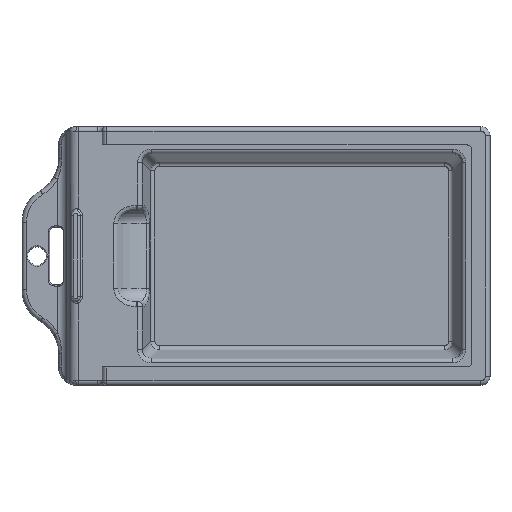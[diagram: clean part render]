
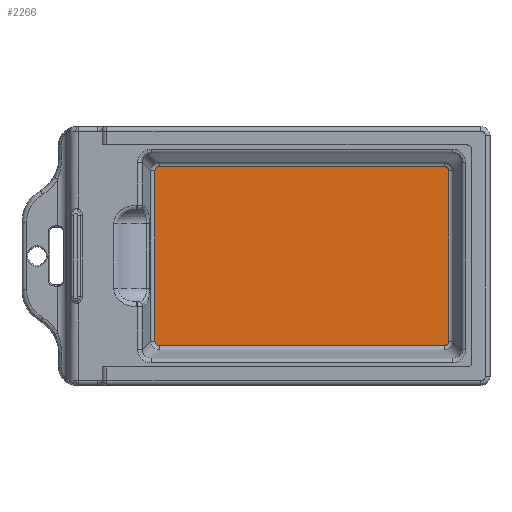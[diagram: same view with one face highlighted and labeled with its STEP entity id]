
A CAD part, top view. The second image highlights one B-rep face of the part: STEP entity #2266.
In plain terms, the highlighted planar face has unit normal (0, 0, 1).
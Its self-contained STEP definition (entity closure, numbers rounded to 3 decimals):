
#50 = CARTESIAN_POINT ( 'NONE',  ( -73.035, 46.77, -2.5 ) ) ;
#391 = CARTESIAN_POINT ( 'NONE',  ( -72.07, 8.665, -2.5 ) ) ;
#397 = LINE ( 'NONE', #3657, #988 ) ;
#523 = EDGE_CURVE ( 'NONE', #2415, #1802, #731, .T. ) ;
#583 = EDGE_CURVE ( 'NONE', #5907, #2870, #397, .T. ) ;
#668 =( BOUNDED_CURVE ( )  B_SPLINE_CURVE ( 3, ( #3830, #1565, #5678, #4859 ),
 .UNSPECIFIED., .F., .F. ) 
 B_SPLINE_CURVE_WITH_KNOTS ( ( 4, 4 ),
 ( 2.39, 3.893 ),
 .UNSPECIFIED. ) 
 CURVE ( )  GEOMETRIC_REPRESENTATION_ITEM ( )  RATIONAL_B_SPLINE_CURVE ( ( 1., 0.82, 0.82, 1. ) ) 
 REPRESENTATION_ITEM ( '' )  );
#716 = CARTESIAN_POINT ( 'NONE',  ( -9.93, 8.665, -2.5 ) ) ;
#718 = CARTESIAN_POINT ( 'NONE',  ( 0., 0., -2.5 ) ) ;
#731 = LINE ( 'NONE', #759, #3511 ) ;
#747 = DIRECTION ( 'NONE',  ( 0., 0., -1. ) ) ;
#759 = CARTESIAN_POINT ( 'NONE',  ( -8.965, 46.571, -2.5 ) ) ;
#917 = VERTEX_POINT ( 'NONE', #2608 ) ;
#988 = VECTOR ( 'NONE', #2746, 1000. ) ;
#1017 = CARTESIAN_POINT ( 'NONE',  ( -73.035, 47.343, -2.5 ) ) ;
#1225 = ORIENTED_EDGE ( 'NONE', *, *, #3644, .T. ) ;
#1244 = EDGE_CURVE ( 'NONE', #917, #5941, #3710, .T. ) ;
#1382 = EDGE_CURVE ( 'NONE', #1802, #4080, #4636, .T. ) ;
#1449 = EDGE_CURVE ( 'NONE', #4080, #3630, #4466, .T. ) ;
#1540 = PLANE ( 'NONE',  #5793 ) ;
#1565 = CARTESIAN_POINT ( 'NONE',  ( -72.643, 8.665, -2.5 ) ) ;
#1639 = EDGE_CURVE ( 'NONE', #2870, #5941, #668, .T. ) ;
#1687 = CARTESIAN_POINT ( 'NONE',  ( -71.871, 47.735, -2.5 ) ) ;
#1802 = VERTEX_POINT ( 'NONE', #4095 ) ;
#2009 = CARTESIAN_POINT ( 'NONE',  ( -72.07, 47.735, -2.5 ) ) ;
#2053 = CARTESIAN_POINT ( 'NONE',  ( -8.965, 47.343, -2.5 ) ) ;
#2059 = CARTESIAN_POINT ( 'NONE',  ( -9.93, 47.735, -2.5 ) ) ;
#2190 = ORIENTED_EDGE ( 'NONE', *, *, #1244, .T. ) ;
#2218 =( BOUNDED_CURVE ( )  B_SPLINE_CURVE ( 3, ( #4324, #5798, #2482, #716 ),
 .UNSPECIFIED., .F., .F. ) 
 B_SPLINE_CURVE_WITH_KNOTS ( ( 4, 4 ),
 ( 2.39, 3.893 ),
 .UNSPECIFIED. ) 
 CURVE ( )  GEOMETRIC_REPRESENTATION_ITEM ( )  RATIONAL_B_SPLINE_CURVE ( ( 1., 0.82, 0.82, 1. ) ) 
 REPRESENTATION_ITEM ( '' )  );
#2233 = CARTESIAN_POINT ( 'NONE',  ( -8.965, 9.63, -2.5 ) ) ;
#2266 = ADVANCED_FACE ( 'NONE', ( #3401 ), #1540, .F. ) ;
#2352 = CARTESIAN_POINT ( 'NONE',  ( -72.07, 47.735, -2.5 ) ) ;
#2415 = VERTEX_POINT ( 'NONE', #2233 ) ;
#2482 = CARTESIAN_POINT ( 'NONE',  ( -9.357, 8.665, -2.5 ) ) ;
#2608 = CARTESIAN_POINT ( 'NONE',  ( -73.035, 46.77, -2.5 ) ) ;
#2746 = DIRECTION ( 'NONE',  ( -1., 0., 0. ) ) ;
#2801 = CARTESIAN_POINT ( 'NONE',  ( -73.035, 28.2, -2.5 ) ) ;
#2870 = VERTEX_POINT ( 'NONE', #391 ) ;
#2988 = VECTOR ( 'NONE', #3549, 1000. ) ;
#3147 = ORIENTED_EDGE ( 'NONE', *, *, #523, .T. ) ;
#3401 = FACE_OUTER_BOUND ( 'NONE', #4563, .T. ) ;
#3511 = VECTOR ( 'NONE', #3595, 1000. ) ;
#3549 = DIRECTION ( 'NONE',  ( -1., 0., 0. ) ) ;
#3583 = ORIENTED_EDGE ( 'NONE', *, *, #1449, .T. ) ;
#3595 = DIRECTION ( 'NONE',  ( 0., 1., 0. ) ) ;
#3630 = VERTEX_POINT ( 'NONE', #2009 ) ;
#3644 = EDGE_CURVE ( 'NONE', #3630, #917, #4215, .T. ) ;
#3657 = CARTESIAN_POINT ( 'NONE',  ( -71.871, 8.665, -2.5 ) ) ;
#3710 = LINE ( 'NONE', #2801, #4880 ) ;
#3791 = ORIENTED_EDGE ( 'NONE', *, *, #583, .F. ) ;
#3830 = CARTESIAN_POINT ( 'NONE',  ( -72.07, 8.665, -2.5 ) ) ;
#3870 = CARTESIAN_POINT ( 'NONE',  ( -9.93, 47.735, -2.5 ) ) ;
#4080 = VERTEX_POINT ( 'NONE', #2059 ) ;
#4095 = CARTESIAN_POINT ( 'NONE',  ( -8.965, 46.77, -2.5 ) ) ;
#4134 = ORIENTED_EDGE ( 'NONE', *, *, #1382, .T. ) ;
#4215 =( BOUNDED_CURVE ( )  B_SPLINE_CURVE ( 3, ( #2352, #4221, #1017, #50 ),
 .UNSPECIFIED., .F., .F. ) 
 B_SPLINE_CURVE_WITH_KNOTS ( ( 4, 4 ),
 ( 2.39, 3.893 ),
 .UNSPECIFIED. ) 
 CURVE ( )  GEOMETRIC_REPRESENTATION_ITEM ( )  RATIONAL_B_SPLINE_CURVE ( ( 1., 0.82, 0.82, 1. ) ) 
 REPRESENTATION_ITEM ( '' )  );
#4221 = CARTESIAN_POINT ( 'NONE',  ( -72.643, 47.735, -2.5 ) ) ;
#4324 = CARTESIAN_POINT ( 'NONE',  ( -8.965, 9.63, -2.5 ) ) ;
#4327 = CARTESIAN_POINT ( 'NONE',  ( -8.965, 46.77, -2.5 ) ) ;
#4466 = LINE ( 'NONE', #1687, #2988 ) ;
#4563 = EDGE_LOOP ( 'NONE', ( #2190, #5033, #3791, #5970, #3147, #4134, #3583, #1225 ) ) ;
#4636 =( BOUNDED_CURVE ( )  B_SPLINE_CURVE ( 3, ( #4327, #2053, #5773, #3870 ),
 .UNSPECIFIED., .F., .F. ) 
 B_SPLINE_CURVE_WITH_KNOTS ( ( 4, 4 ),
 ( 2.39, 3.893 ),
 .UNSPECIFIED. ) 
 CURVE ( )  GEOMETRIC_REPRESENTATION_ITEM ( )  RATIONAL_B_SPLINE_CURVE ( ( 1., 0.82, 0.82, 1. ) ) 
 REPRESENTATION_ITEM ( '' )  );
#4859 = CARTESIAN_POINT ( 'NONE',  ( -73.035, 9.63, -2.5 ) ) ;
#4880 = VECTOR ( 'NONE', #5564, 1000. ) ;
#4923 = DIRECTION ( 'NONE',  ( -1., 0., 0. ) ) ;
#5033 = ORIENTED_EDGE ( 'NONE', *, *, #1639, .F. ) ;
#5289 = CARTESIAN_POINT ( 'NONE',  ( -73.035, 9.63, -2.5 ) ) ;
#5314 = CARTESIAN_POINT ( 'NONE',  ( -9.93, 8.665, -2.5 ) ) ;
#5564 = DIRECTION ( 'NONE',  ( 0., -1., 0. ) ) ;
#5678 = CARTESIAN_POINT ( 'NONE',  ( -73.035, 9.057, -2.5 ) ) ;
#5773 = CARTESIAN_POINT ( 'NONE',  ( -9.357, 47.735, -2.5 ) ) ;
#5793 = AXIS2_PLACEMENT_3D ( 'NONE', #718, #747, #4923 ) ;
#5798 = CARTESIAN_POINT ( 'NONE',  ( -8.965, 9.057, -2.5 ) ) ;
#5907 = VERTEX_POINT ( 'NONE', #5314 ) ;
#5941 = VERTEX_POINT ( 'NONE', #5289 ) ;
#5970 = ORIENTED_EDGE ( 'NONE', *, *, #5978, .F. ) ;
#5978 = EDGE_CURVE ( 'NONE', #2415, #5907, #2218, .T. ) ;
